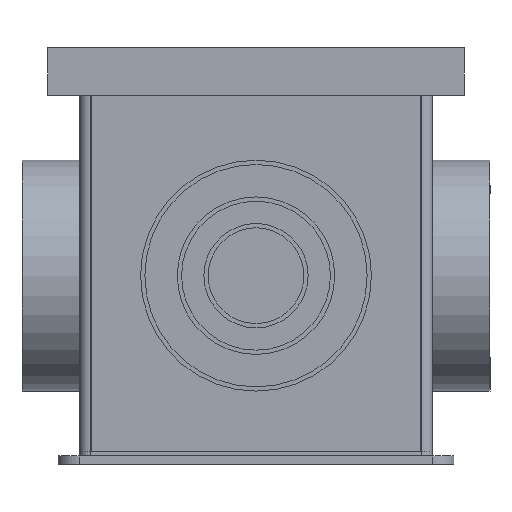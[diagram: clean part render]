
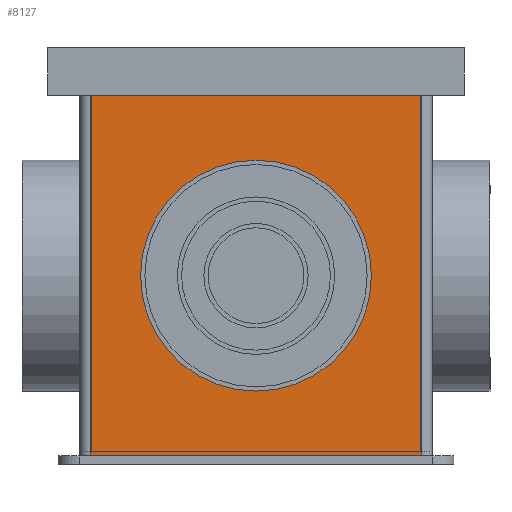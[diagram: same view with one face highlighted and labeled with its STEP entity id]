
A CAD part, front view. The second image highlights one B-rep face of the part: STEP entity #8127.
In plain terms, the highlighted face is planar.
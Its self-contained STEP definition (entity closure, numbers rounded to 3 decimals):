
#41=FACE_BOUND('',#1072,.T.);
#146=PLANE('',#8693);
#579=FACE_OUTER_BOUND('',#1071,.T.);
#1071=EDGE_LOOP('',(#5724,#5725,#5726,#5727));
#1072=EDGE_LOOP('',(#5728));
#1668=LINE('',#11547,#2696);
#1670=LINE('',#11553,#2698);
#1671=LINE('',#11555,#2699);
#1672=LINE('',#11556,#2700);
#2696=VECTOR('',#9310,10.);
#2698=VECTOR('',#9316,10.);
#2699=VECTOR('',#9317,10.);
#2700=VECTOR('',#9318,10.);
#3724=CIRCLE('',#8694,54.25);
#3831=VERTEX_POINT('',#11544);
#3832=VERTEX_POINT('',#11546);
#3834=VERTEX_POINT('',#11552);
#3835=VERTEX_POINT('',#11554);
#3836=VERTEX_POINT('',#11557);
#4584=EDGE_CURVE('',#3831,#3832,#1668,.T.);
#4587=EDGE_CURVE('',#3834,#3831,#1670,.T.);
#4588=EDGE_CURVE('',#3835,#3834,#1671,.T.);
#4589=EDGE_CURVE('',#3835,#3832,#1672,.T.);
#4590=EDGE_CURVE('',#3836,#3836,#3724,.T.);
#5724=ORIENTED_EDGE('',*,*,#4584,.F.);
#5725=ORIENTED_EDGE('',*,*,#4587,.F.);
#5726=ORIENTED_EDGE('',*,*,#4588,.F.);
#5727=ORIENTED_EDGE('',*,*,#4589,.T.);
#5728=ORIENTED_EDGE('',*,*,#4590,.T.);
#8127=ADVANCED_FACE('',(#579,#41),#146,.F.);
#8693=AXIS2_PLACEMENT_3D('',#11551,#9314,#9315);
#8694=AXIS2_PLACEMENT_3D('',#11558,#9319,#9320);
#9310=DIRECTION('',(0.,-1.,0.));
#9314=DIRECTION('center_axis',(0.,0.,-1.));
#9315=DIRECTION('ref_axis',(-1.,0.,0.));
#9316=DIRECTION('',(1.,0.,0.));
#9317=DIRECTION('',(0.,1.,0.));
#9318=DIRECTION('',(1.,0.,0.));
#9319=DIRECTION('center_axis',(0.,0.,-1.));
#9320=DIRECTION('ref_axis',(1.,0.,0.));
#11544=CARTESIAN_POINT('',(78.,-22.5,83.));
#11546=CARTESIAN_POINT('',(78.,-192.,83.));
#11547=CARTESIAN_POINT('',(78.,-109.25,83.));
#11551=CARTESIAN_POINT('Origin',(0.,-109.25,83.));
#11552=CARTESIAN_POINT('',(-78.,-22.5,83.));
#11553=CARTESIAN_POINT('',(98.,-22.5,83.));
#11554=CARTESIAN_POINT('',(-78.,-192.,83.));
#11555=CARTESIAN_POINT('',(-78.,-109.25,83.));
#11556=CARTESIAN_POINT('',(0.,-192.,83.));
#11557=CARTESIAN_POINT('',(-54.25,-107.25,83.));
#11558=CARTESIAN_POINT('Origin',(0.,-107.25,83.));
